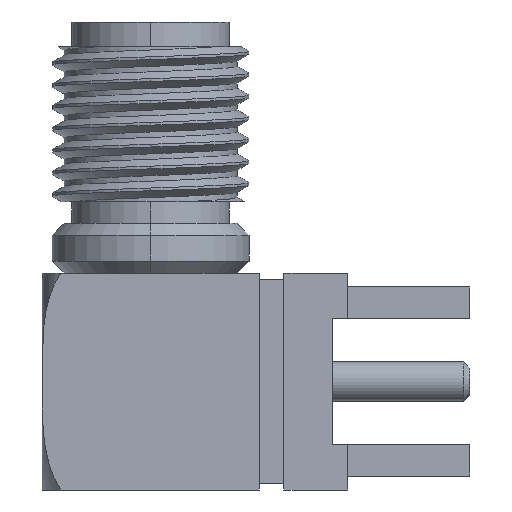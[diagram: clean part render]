
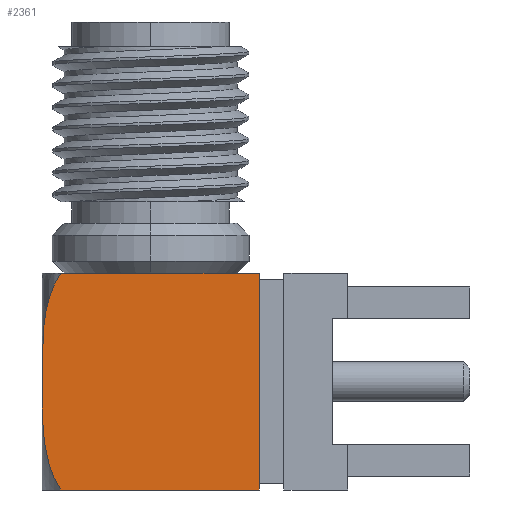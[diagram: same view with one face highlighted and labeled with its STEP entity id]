
A CAD part, left-side view. The second image highlights one B-rep face of the part: STEP entity #2361.
In plain terms, the highlighted planar face has unit normal (-1, 0, 0).
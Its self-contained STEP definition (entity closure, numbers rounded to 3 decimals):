
#48 = EDGE_LOOP ( 'NONE', ( #3899, #4686, #3850, #769 ) ) ;
#171 = CARTESIAN_POINT ( 'NONE',  ( -3.5, 9.418, 3.24 ) ) ;
#198 = CARTESIAN_POINT ( 'NONE',  ( -3.5, 9.775, 2.089 ) ) ;
#218 = LINE ( 'NONE', #2825, #954 ) ;
#296 = VECTOR ( 'NONE', #1751, 1000. ) ;
#352 = EDGE_CURVE ( 'NONE', #618, #2544, #1900, .T. ) ;
#482 = DIRECTION ( 'NONE',  ( 0., 0., -1. ) ) ;
#542 = LINE ( 'NONE', #3195, #296 ) ;
#618 = VERTEX_POINT ( 'NONE', #958 ) ;
#661 = EDGE_CURVE ( 'NONE', #4568, #2615, #542, .T. ) ;
#769 = ORIENTED_EDGE ( 'NONE', *, *, #661, .F. ) ;
#775 = EDGE_CURVE ( 'NONE', #618, #4568, #1770, .T. ) ;
#863 = EDGE_CURVE ( 'NONE', #2544, #2615, #218, .T. ) ;
#938 = CARTESIAN_POINT ( 'NONE',  ( -3.5, 9.859, -0.314 ) ) ;
#954 = VECTOR ( 'NONE', #4279, 1000. ) ;
#958 = CARTESIAN_POINT ( 'NONE',  ( -3.5, 9.26, 3.5 ) ) ;
#961 = CARTESIAN_POINT ( 'NONE',  ( -3.5, 9.849, 1.19 ) ) ;
#1089 = CARTESIAN_POINT ( 'NONE',  ( -3.5, 9.86, 3.5 ) ) ;
#1098 = CARTESIAN_POINT ( 'NONE',  ( -3.5, 2.86, 3.5 ) ) ;
#1249 = FACE_OUTER_BOUND ( 'NONE', #48, .T. ) ;
#1280 = AXIS2_PLACEMENT_3D ( 'NONE', #3097, #4541, #482 ) ;
#1290 = CARTESIAN_POINT ( 'NONE',  ( -3.5, 9.426, -3.253 ) ) ;
#1317 = CARTESIAN_POINT ( 'NONE',  ( -3.5, 9.595, 2.824 ) ) ;
#1651 = CARTESIAN_POINT ( 'NONE',  ( -3.5, 9.26, 3.5 ) ) ;
#1751 = DIRECTION ( 'NONE',  ( 0., 0., -1. ) ) ;
#1770 = LINE ( 'NONE', #1089, #2438 ) ;
#1900 = B_SPLINE_CURVE_WITH_KNOTS ( 'NONE', 3,
 ( #1651, #3095, #171, #3887, #1317, #2448, #198, #3807, #961, #4207, #2777, #938, #4232, #2398, #3480, #4157, #4564, #2073, #1290, #2371 ),
 .UNSPECIFIED., .F., .F.,
 ( 4, 2, 2, 2, 2, 2, 2, 2, 2, 4 ),
 ( 0.018, 0.019, 0.019, 0.02, 0.021, 0.022, 0.023, 0.024, 0.025, 0.025 ),
 .UNSPECIFIED. ) ;
#2073 = CARTESIAN_POINT ( 'NONE',  ( -3.5, 9.549, -2.974 ) ) ;
#2093 = CARTESIAN_POINT ( 'NONE',  ( -3.5, 2.86, -3.5 ) ) ;
#2361 = ADVANCED_FACE ( 'NONE', ( #1249 ), #2752, .F. ) ;
#2371 = CARTESIAN_POINT ( 'NONE',  ( -3.5, 9.26, -3.5 ) ) ;
#2398 = CARTESIAN_POINT ( 'NONE',  ( -3.5, 9.848, -1.211 ) ) ;
#2438 = VECTOR ( 'NONE', #3617, 1000. ) ;
#2448 = CARTESIAN_POINT ( 'NONE',  ( -3.5, 9.724, 2.391 ) ) ;
#2544 = VERTEX_POINT ( 'NONE', #3531 ) ;
#2615 = VERTEX_POINT ( 'NONE', #2093 ) ;
#2752 = PLANE ( 'NONE',  #1280 ) ;
#2777 = CARTESIAN_POINT ( 'NONE',  ( -3.5, 9.859, 0.285 ) ) ;
#2825 = CARTESIAN_POINT ( 'NONE',  ( -3.5, 9.86, -3.5 ) ) ;
#3095 = CARTESIAN_POINT ( 'NONE',  ( -3.5, 9.345, 3.374 ) ) ;
#3097 = CARTESIAN_POINT ( 'NONE',  ( -3.5, 9.86, 3.5 ) ) ;
#3195 = CARTESIAN_POINT ( 'NONE',  ( -3.5, 2.86, 3.5 ) ) ;
#3480 = CARTESIAN_POINT ( 'NONE',  ( -3.5, 9.836, -1.509 ) ) ;
#3531 = CARTESIAN_POINT ( 'NONE',  ( -3.5, 9.26, -3.5 ) ) ;
#3617 = DIRECTION ( 'NONE',  ( 0., -1., 0. ) ) ;
#3807 = CARTESIAN_POINT ( 'NONE',  ( -3.5, 9.837, 1.49 ) ) ;
#3850 = ORIENTED_EDGE ( 'NONE', *, *, #863, .T. ) ;
#3887 = CARTESIAN_POINT ( 'NONE',  ( -3.5, 9.543, 2.965 ) ) ;
#3899 = ORIENTED_EDGE ( 'NONE', *, *, #775, .F. ) ;
#4157 = CARTESIAN_POINT ( 'NONE',  ( -3.5, 9.773, -2.105 ) ) ;
#4207 = CARTESIAN_POINT ( 'NONE',  ( -3.5, 9.86, 0.588 ) ) ;
#4232 = CARTESIAN_POINT ( 'NONE',  ( -3.5, 9.859, -0.613 ) ) ;
#4279 = DIRECTION ( 'NONE',  ( 0., -1., 0. ) ) ;
#4541 = DIRECTION ( 'NONE',  ( 1., 0., 0. ) ) ;
#4564 = CARTESIAN_POINT ( 'NONE',  ( -3.5, 9.721, -2.402 ) ) ;
#4568 = VERTEX_POINT ( 'NONE', #1098 ) ;
#4686 = ORIENTED_EDGE ( 'NONE', *, *, #352, .T. ) ;
